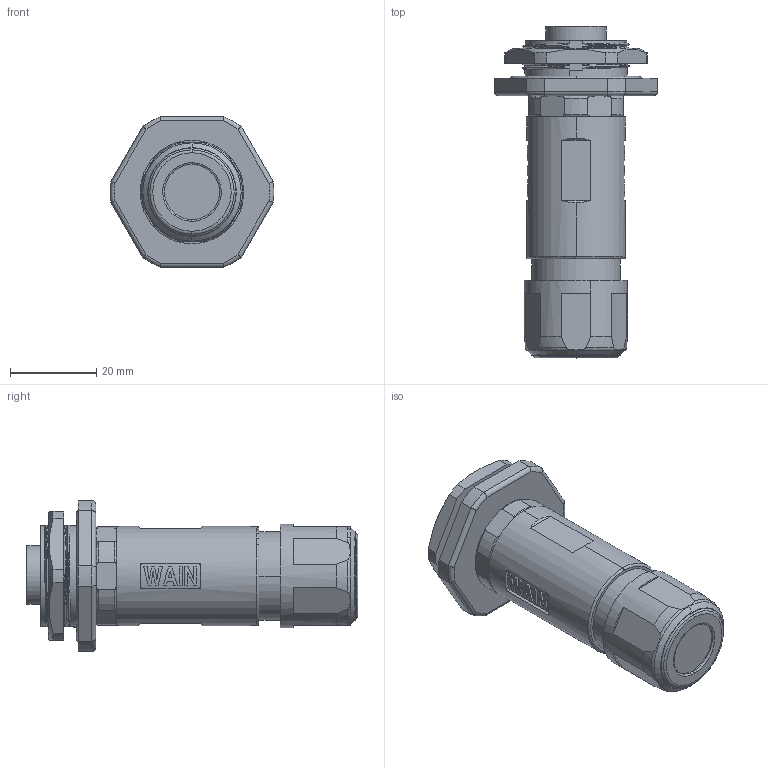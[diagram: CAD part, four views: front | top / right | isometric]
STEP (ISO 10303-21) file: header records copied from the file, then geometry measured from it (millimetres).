
FILE_DESCRIPTION((''),'2;1');
FILE_NAME('3D_1680057213002_7_8-F05-CCT_R-','2020-12-08T',('tc.chen'),(''),'PRO/ENGINEER BY PARAMETRIC TECHNOLOGY CORPORATION, 2012480','PRO/ENGINEER BY PARAMETRIC TECHNOLOGY CORPORATION, 2012480','');
FILE_SCHEMA(('AUTOMOTIVE_DESIGN { 1 0 10303 214 1 1 1 1 }'));
Length unit declared in the file: millimetre
Products named in the file (1): 3D_1680057213002_7_8-F05-CCT_R-
Bounding box: 38 x 77.05 x 35 mm (x, y, z)
Volume: 32881.4 mm3; surface area: 12384.5 mm2
Topology: 2 solids, 3 shells, 482 faces, 1302 edges, 862 vertices
Faces by surface type: cylinder 170, plane 169, bspline 79, cone 33, torus 30, extrusion 1
Entity records: 24450 total; most frequent: CARTESIAN_POINT 12018, ORIENTED_EDGE 2604, DIRECTION 2022, EDGE_CURVE 1302, VERTEX_POINT 862, AXIS2_PLACEMENT_3D 748, VECTOR 526, EDGE_LOOP 526
